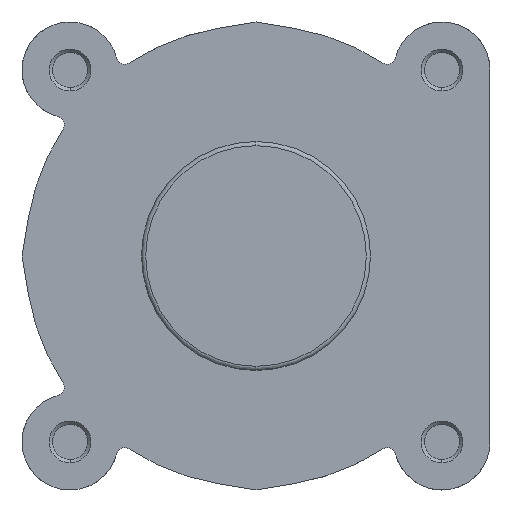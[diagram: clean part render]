
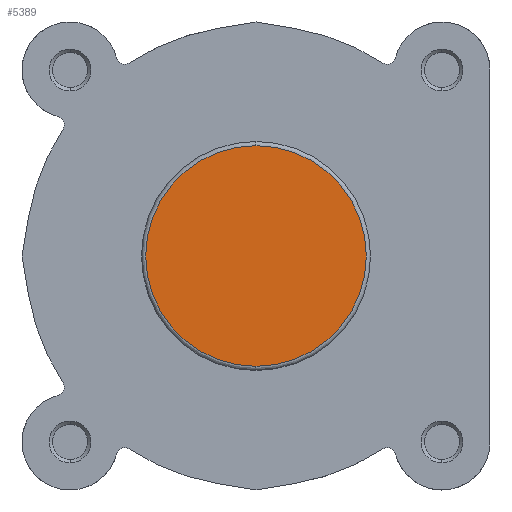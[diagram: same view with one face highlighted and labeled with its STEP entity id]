
A CAD part, left-side view. The second image highlights one B-rep face of the part: STEP entity #5389.
In plain terms, the highlighted planar face has unit normal (-1, 0, 0).
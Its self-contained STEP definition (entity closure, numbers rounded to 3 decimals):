
#93 = EDGE_CURVE ( 'NONE', #7023, #5258, #7151, .T. ) ;
#177 = AXIS2_PLACEMENT_3D ( 'NONE', #865, #871, #872 ) ;
#492 = AXIS2_PLACEMENT_3D ( 'NONE', #3521, #3530, #3531 ) ;
#679 = AXIS2_PLACEMENT_3D ( 'NONE', #4933, #4942, #4943 ) ;
#865 = CARTESIAN_POINT ( 'NONE',  ( 0., 0., 0. ) ) ;
#871 = DIRECTION ( 'NONE',  ( -1., 0., 0. ) ) ;
#872 = DIRECTION ( 'NONE',  ( 0., 0., -1. ) ) ;
#2463 = FACE_OUTER_BOUND ( 'NONE', #5252, .T. ) ;
#3166 = CARTESIAN_POINT ( 'NONE',  ( 0., 0., 26.4 ) ) ;
#3500 = PLANE ( 'NONE',  #492 ) ;
#3521 = CARTESIAN_POINT ( 'NONE',  ( 0., 27.4, 0. ) ) ;
#3530 = DIRECTION ( 'NONE',  ( 1., 0., 0. ) ) ;
#3531 = DIRECTION ( 'NONE',  ( 0., 0., -1. ) ) ;
#4873 = CIRCLE ( 'NONE', #679, 26.4 ) ;
#4933 = CARTESIAN_POINT ( 'NONE',  ( 0., 0., 0. ) ) ;
#4942 = DIRECTION ( 'NONE',  ( -1., 0., 0. ) ) ;
#4943 = DIRECTION ( 'NONE',  ( 0., 0., -1. ) ) ;
#4965 = CARTESIAN_POINT ( 'NONE',  ( 0., 0., -26.4 ) ) ;
#5252 = EDGE_LOOP ( 'NONE', ( #6065, #6064 ) ) ;
#5258 = VERTEX_POINT ( 'NONE', #3166 ) ;
#5389 = ADVANCED_FACE ( 'NONE', ( #2463 ), #3500, .F. ) ;
#5739 = EDGE_CURVE ( 'NONE', #5258, #7023, #4873, .T. ) ;
#6064 = ORIENTED_EDGE ( 'NONE', *, *, #5739, .T. ) ;
#6065 = ORIENTED_EDGE ( 'NONE', *, *, #93, .T. ) ;
#7023 = VERTEX_POINT ( 'NONE', #4965 ) ;
#7151 = CIRCLE ( 'NONE', #177, 26.4 ) ;
